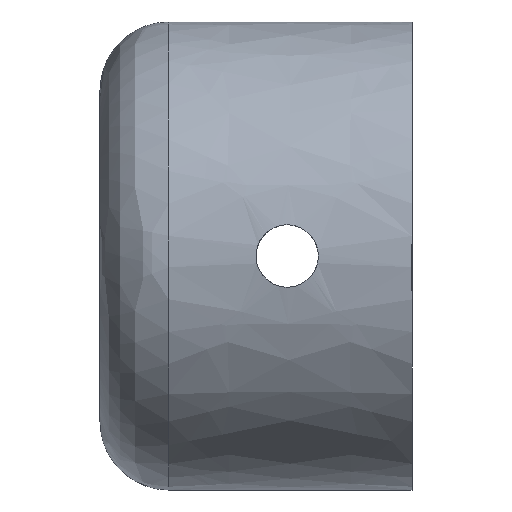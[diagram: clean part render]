
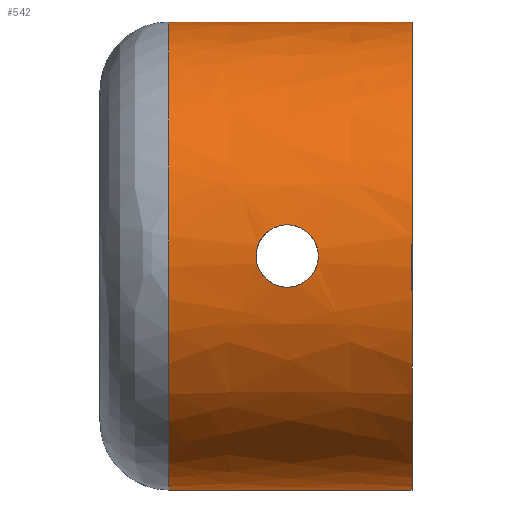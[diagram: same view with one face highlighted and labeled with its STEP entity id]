
A CAD part, front view. The second image highlights one B-rep face of the part: STEP entity #542.
In plain terms, the highlighted free-form (B-spline) face has degree [2, 1] with [5, 2] control points.
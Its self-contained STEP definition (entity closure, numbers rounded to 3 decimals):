
#22 = VERTEX_POINT('',#23);
#23 = CARTESIAN_POINT('',(2.811,-3.482,0.469)
  );
#46 = VERTEX_POINT('',#47);
#47 = CARTESIAN_POINT('',(2.811,-3.482,-0.469
    ));
#52 = EDGE_CURVE('',#46,#22,#53,.T.);
#53 = B_SPLINE_CURVE_WITH_KNOTS('',3,(#54,#55,#56,#57,#58,#59,#60,#61,
    #62,#63),.UNSPECIFIED.,.F.,.F.,(4,2,2,2,4),(0.002,
    0.003,0.003,0.004,
    0.004),.UNSPECIFIED.);
#54 = CARTESIAN_POINT('',(2.811,-3.482,-0.469
    ));
#55 = CARTESIAN_POINT('',(2.687,-3.482,-0.469
    ));
#56 = CARTESIAN_POINT('',(2.566,-3.49,-0.418
    ));
#57 = CARTESIAN_POINT('',(2.393,-3.506,-0.245
    ));
#58 = CARTESIAN_POINT('',(2.342,-3.514,-0.124)
  );
#59 = CARTESIAN_POINT('',(2.343,-3.514,0.124)
  );
#60 = CARTESIAN_POINT('',(2.394,-3.506,0.245)
  );
#61 = CARTESIAN_POINT('',(2.566,-3.49,0.418)
  );
#62 = CARTESIAN_POINT('',(2.689,-3.482,0.469)
  );
#63 = CARTESIAN_POINT('',(2.811,-3.482,0.469)
  );
#138 = VERTEX_POINT('',#139);
#139 = CARTESIAN_POINT('',(1.031,0.,3.514));
#140 = VERTEX_POINT('',#141);
#141 = CARTESIAN_POINT('',(1.031,0.,
    -3.514));
#209 = VERTEX_POINT('',#210);
#210 = CARTESIAN_POINT('',(4.685,0.,3.514));
#211 = VERTEX_POINT('',#212);
#212 = CARTESIAN_POINT('',(4.685,0.,
    -3.514));
#220 = EDGE_CURVE('',#211,#140,#221,.T.);
#221 = B_SPLINE_CURVE_WITH_KNOTS('',1,(#222,#223),.UNSPECIFIED.,.F.,.F.,
  (2,2),(-5.,-1.1),.PIECEWISE_BEZIER_KNOTS.);
#222 = CARTESIAN_POINT('',(4.685,0.,
    -3.514));
#223 = CARTESIAN_POINT('',(1.031,0.,
    -3.514));
#226 = EDGE_CURVE('',#209,#138,#227,.T.);
#227 = B_SPLINE_CURVE_WITH_KNOTS('',1,(#228,#229),.UNSPECIFIED.,.F.,.F.,
  (2,2),(-5.,-1.1),.PIECEWISE_BEZIER_KNOTS.);
#228 = CARTESIAN_POINT('',(4.685,0.,3.514));
#229 = CARTESIAN_POINT('',(1.031,0.,3.514));
#526 = EDGE_CURVE('',#211,#209,#527,.T.);
#527 = ( BOUNDED_CURVE() B_SPLINE_CURVE(2,(#528,#529,#530,#531,#532),
.UNSPECIFIED.,.F.,.F.) B_SPLINE_CURVE_WITH_KNOTS((3,2,3),(3.142,
4.712,6.283),.PIECEWISE_BEZIER_KNOTS.) CURVE() 
GEOMETRIC_REPRESENTATION_ITEM() RATIONAL_B_SPLINE_CURVE((1.,
0.707,1.,0.707,1.)) REPRESENTATION_ITEM('') );
#528 = CARTESIAN_POINT('',(4.685,0.,
    -3.514));
#529 = CARTESIAN_POINT('',(4.685,-3.514,
    -3.514));
#530 = CARTESIAN_POINT('',(4.685,-3.514,
    0.));
#531 = CARTESIAN_POINT('',(4.685,-3.514,3.514
    ));
#532 = CARTESIAN_POINT('',(4.685,0.,
    3.514));
#542 = ADVANCED_FACE('',(#543,#556),#572,.T.);
#543 = FACE_BOUND('',#544,.T.);
#544 = EDGE_LOOP('',(#545,#546,#547,#548));
#545 = ORIENTED_EDGE('',*,*,#220,.F.);
#546 = ORIENTED_EDGE('',*,*,#526,.T.);
#547 = ORIENTED_EDGE('',*,*,#226,.T.);
#548 = ORIENTED_EDGE('',*,*,#549,.F.);
#549 = EDGE_CURVE('',#140,#138,#550,.T.);
#550 = ( BOUNDED_CURVE() B_SPLINE_CURVE(2,(#551,#552,#553,#554,#555),
.UNSPECIFIED.,.F.,.F.) B_SPLINE_CURVE_WITH_KNOTS((3,2,3),(3.142,
4.712,6.283),.PIECEWISE_BEZIER_KNOTS.) CURVE() 
GEOMETRIC_REPRESENTATION_ITEM() RATIONAL_B_SPLINE_CURVE((1.,
0.707,1.,0.707,1.)) REPRESENTATION_ITEM('') );
#551 = CARTESIAN_POINT('',(1.031,0.,
    -3.514));
#552 = CARTESIAN_POINT('',(1.031,-3.514,
    -3.514));
#553 = CARTESIAN_POINT('',(1.031,-3.514,
    0.));
#554 = CARTESIAN_POINT('',(1.031,-3.514,3.514
    ));
#555 = CARTESIAN_POINT('',(1.031,0.,
    3.514));
#556 = FACE_BOUND('',#557,.T.);
#557 = EDGE_LOOP('',(#558,#571));
#558 = ORIENTED_EDGE('',*,*,#559,.T.);
#559 = EDGE_CURVE('',#22,#46,#560,.T.);
#560 = B_SPLINE_CURVE_WITH_KNOTS('',3,(#561,#562,#563,#564,#565,#566,
    #567,#568,#569,#570),.UNSPECIFIED.,.F.,.F.,(4,2,2,2,4),(
    0.001,0.001,0.002,
    0.002,0.002),.UNSPECIFIED.);
#561 = CARTESIAN_POINT('',(2.811,-3.482,0.469
    ));
#562 = CARTESIAN_POINT('',(2.933,-3.482,0.469
    ));
#563 = CARTESIAN_POINT('',(3.055,-3.49,0.419)
  );
#564 = CARTESIAN_POINT('',(3.23,-3.506,0.244)
  );
#565 = CARTESIAN_POINT('',(3.28,-3.514,0.122)
  );
#566 = CARTESIAN_POINT('',(3.28,-3.514,
    -0.123));
#567 = CARTESIAN_POINT('',(3.229,-3.506,-0.245)
  );
#568 = CARTESIAN_POINT('',(3.056,-3.49,-0.418
    ));
#569 = CARTESIAN_POINT('',(2.935,-3.482,
    -0.469));
#570 = CARTESIAN_POINT('',(2.811,-3.482,
    -0.469));
#571 = ORIENTED_EDGE('',*,*,#52,.T.);
#572 = ( BOUNDED_SURFACE() B_SPLINE_SURFACE(2,1,(
    (#573,#574)
    ,(#575,#576)
    ,(#577,#578)
    ,(#579,#580)
,(#581,#582
    )),.UNSPECIFIED.,.F.,.F.,.F.) B_SPLINE_SURFACE_WITH_KNOTS((3,2,3),(2
    ,2),(3.142,4.712,6.283),(-5.,-1.1),
.PIECEWISE_BEZIER_KNOTS.) GEOMETRIC_REPRESENTATION_ITEM() 
RATIONAL_B_SPLINE_SURFACE((
    (1.,1.)
    ,(0.707,0.707)
    ,(1.,1.)
    ,(0.707,0.707)
,(1.,1.))) REPRESENTATION_ITEM('') SURFACE() );
#573 = CARTESIAN_POINT('',(4.685,0.,
    -3.514));
#574 = CARTESIAN_POINT('',(1.031,0.,
    -3.514));
#575 = CARTESIAN_POINT('',(4.685,-3.514,
    -3.514));
#576 = CARTESIAN_POINT('',(1.031,-3.514,
    -3.514));
#577 = CARTESIAN_POINT('',(4.685,-3.514,
    0.));
#578 = CARTESIAN_POINT('',(1.031,-3.514,
    0.));
#579 = CARTESIAN_POINT('',(4.685,-3.514,3.514
    ));
#580 = CARTESIAN_POINT('',(1.031,-3.514,3.514
    ));
#581 = CARTESIAN_POINT('',(4.685,0.,
    3.514));
#582 = CARTESIAN_POINT('',(1.031,0.,
    3.514));
